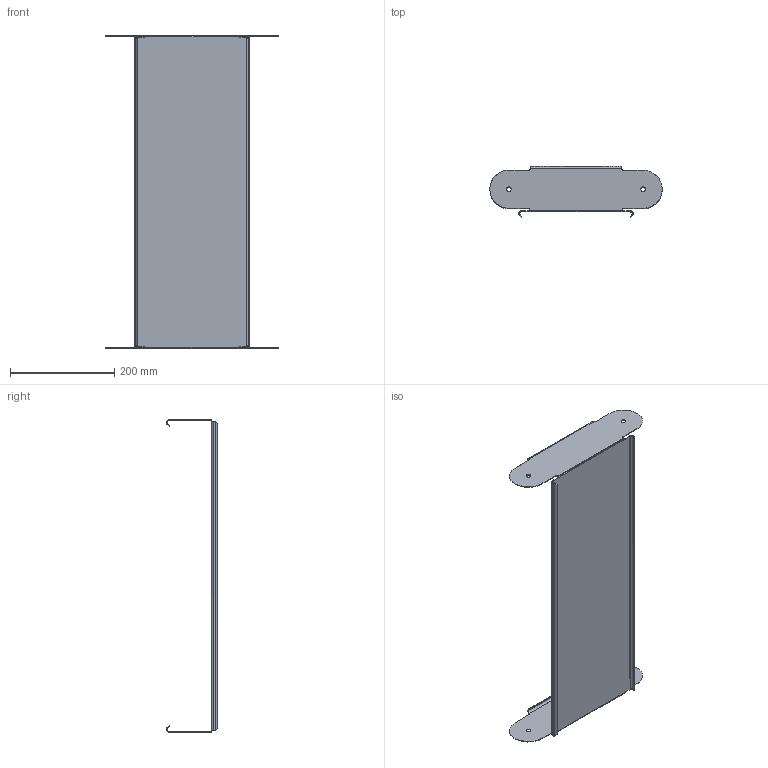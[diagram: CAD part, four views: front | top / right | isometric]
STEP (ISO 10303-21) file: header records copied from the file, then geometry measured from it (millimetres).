
FILE_DESCRIPTION(/* description */ (''),/* implementation_level */ '2;1');
FILE_NAME(/* name */ '7076606',/* time_stamp */ '2014-10-09T11:34:03+02:00',/* author */ (''),/* organization */ (''),/* preprocessor_version */ 'ST-DEVELOPER v15',/* originating_system */ '',/* authorisation */ '');
FILE_SCHEMA (('AUTOMOTIVE_DESIGN'));
Length unit declared in the file: millimetre
Products named in the file (1): Document
Bounding box: 330.85 x 97.98 x 600 mm (x, y, z)
Volume: 247426.8 mm3; surface area: 398932 mm2
Topology: 1 solids, 1 shells, 100 faces, 246 edges, 148 vertices
Faces by surface type: bspline 54, plane 46
Entity records: 3864 total; most frequent: CARTESIAN_POINT 2342, ORIENTED_EDGE 492, EDGE_CURVE 246, VERTEX_POINT 148, B_SPLINE_CURVE_WITH_KNOTS 145, EDGE_LOOP 108, ADVANCED_FACE 100, FACE_OUTER_BOUND 100
